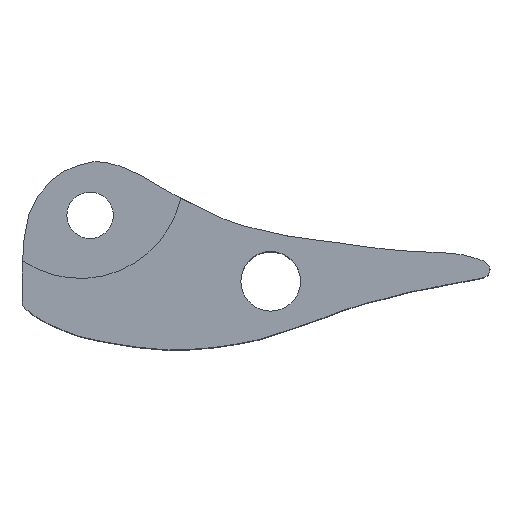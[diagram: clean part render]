
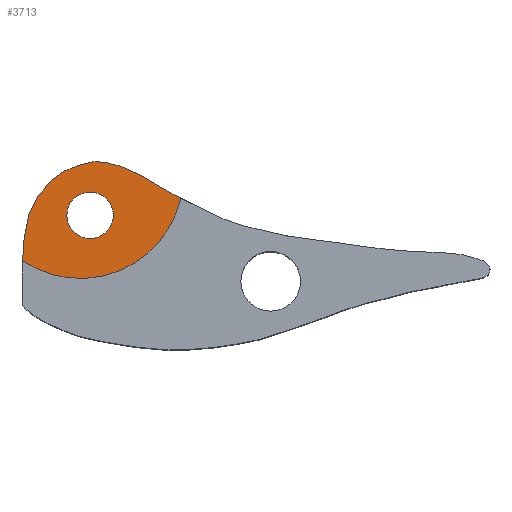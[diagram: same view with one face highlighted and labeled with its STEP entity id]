
A CAD part, top view. The second image highlights one B-rep face of the part: STEP entity #3713.
In plain terms, the highlighted planar face has unit normal (0, 0, 1).
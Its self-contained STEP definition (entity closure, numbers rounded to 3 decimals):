
#2351 = VERTEX_POINT('',#2352);
#2352 = CARTESIAN_POINT('',(58.403,49.421,80.));
#2358 = EDGE_CURVE('',#2351,#2359,#2361,.T.);
#2359 = VERTEX_POINT('',#2360);
#2360 = CARTESIAN_POINT('',(56.071,50.605,80.));
#2361 = LINE('',#2362,#2363);
#2362 = CARTESIAN_POINT('',(48.565,54.414,80.));
#2363 = VECTOR('',#2364,1.);
#2364 = DIRECTION('',(-0.892,0.453,0.
    ));
#2382 = EDGE_CURVE('',#2359,#2383,#2385,.T.);
#2383 = VERTEX_POINT('',#2384);
#2384 = CARTESIAN_POINT('',(46.457,56.156,80.));
#2385 = LINE('',#2386,#2387);
#2386 = CARTESIAN_POINT('',(44.396,57.345,80.));
#2387 = VECTOR('',#2388,1.);
#2388 = DIRECTION('',(-0.866,0.5,0.
    ));
#2406 = EDGE_CURVE('',#2383,#2407,#2409,.T.);
#2407 = VERTEX_POINT('',#2408);
#2408 = CARTESIAN_POINT('',(40.111,59.058,80.));
#2409 = LINE('',#2410,#2411);
#2410 = CARTESIAN_POINT('',(38.884,59.619,80.));
#2411 = VECTOR('',#2412,1.);
#2412 = DIRECTION('',(-0.909,0.416,0.
    ));
#2430 = EDGE_CURVE('',#2407,#2431,#2433,.T.);
#2431 = VERTEX_POINT('',#2432);
#2432 = CARTESIAN_POINT('',(36.392,60.009,80.));
#2433 = LINE('',#2434,#2435);
#2434 = CARTESIAN_POINT('',(34.842,60.405,80.));
#2435 = VECTOR('',#2436,1.);
#2436 = DIRECTION('',(-0.969,0.248,0.)
  );
#2454 = EDGE_CURVE('',#2431,#2455,#2457,.T.);
#2455 = VERTEX_POINT('',#2456);
#2456 = CARTESIAN_POINT('',(32.555,60.47,80.));
#2457 = LINE('',#2458,#2459);
#2458 = CARTESIAN_POINT('',(32.554,60.47,80.));
#2459 = VECTOR('',#2460,1.);
#2460 = DIRECTION('',(-0.993,0.119,0.)
  );
#2478 = EDGE_CURVE('',#2455,#2479,#2481,.T.);
#2479 = VERTEX_POINT('',#2480);
#2480 = CARTESIAN_POINT('',(27.49,59.274,80.));
#2481 = LINE('',#2482,#2483);
#2482 = CARTESIAN_POINT('',(29.984,59.863,80.));
#2483 = VECTOR('',#2484,1.);
#2484 = DIRECTION('',(-0.973,-0.23,0.
    ));
#2502 = EDGE_CURVE('',#2479,#2503,#2505,.T.);
#2503 = VERTEX_POINT('',#2504);
#2504 = CARTESIAN_POINT('',(23.146,57.466,80.));
#2505 = LINE('',#2506,#2507);
#2506 = CARTESIAN_POINT('',(27.215,59.16,80.));
#2507 = VECTOR('',#2508,1.);
#2508 = DIRECTION('',(-0.923,-0.384,0.
    ));
#2526 = EDGE_CURVE('',#2503,#2527,#2529,.T.);
#2527 = VERTEX_POINT('',#2528);
#2528 = CARTESIAN_POINT('',(19.351,54.761,80.));
#2529 = LINE('',#2530,#2531);
#2530 = CARTESIAN_POINT('',(24.494,58.427,80.));
#2531 = VECTOR('',#2532,1.);
#2532 = DIRECTION('',(-0.814,-0.58,
    0.));
#2550 = EDGE_CURVE('',#2527,#2551,#2553,.T.);
#2551 = VERTEX_POINT('',#2552);
#2552 = CARTESIAN_POINT('',(15.328,49.939,80.));
#2553 = LINE('',#2554,#2555);
#2554 = CARTESIAN_POINT('',(21.499,57.335,80.));
#2555 = VECTOR('',#2556,1.);
#2556 = DIRECTION('',(-0.641,-0.768,
    0.));
#2574 = EDGE_CURVE('',#2551,#2575,#2577,.T.);
#2575 = VERTEX_POINT('',#2576);
#2576 = CARTESIAN_POINT('',(12.589,44.398,80.));
#2577 = LINE('',#2578,#2579);
#2578 = CARTESIAN_POINT('',(17.821,54.983,80.));
#2579 = VECTOR('',#2580,1.);
#2580 = DIRECTION('',(-0.443,-0.896,
    0.));
#2598 = EDGE_CURVE('',#2575,#2599,#2601,.T.);
#2599 = VERTEX_POINT('',#2600);
#2600 = CARTESIAN_POINT('',(11.146,36.791,80.));
#2601 = LINE('',#2602,#2603);
#2602 = CARTESIAN_POINT('',(13.937,51.497,80.));
#2603 = VECTOR('',#2604,1.);
#2604 = DIRECTION('',(-0.186,-0.982,
    0.));
#2622 = EDGE_CURVE('',#2599,#2623,#2625,.T.);
#2623 = VERTEX_POINT('',#2624);
#2624 = CARTESIAN_POINT('',(10.72,30.516,80.));
#2625 = LINE('',#2626,#2627);
#2626 = CARTESIAN_POINT('',(11.838,47.003,80.));
#2627 = VECTOR('',#2628,1.);
#2628 = DIRECTION('',(-0.068,-0.998,
    0.));
#2788 = EDGE_CURVE('',#2789,#2789,#2791,.T.);
#2789 = VERTEX_POINT('',#2790);
#2790 = CARTESIAN_POINT('',(38.066,44.235,80.));
#2791 = CIRCLE('',#2792,7.);
#2792 = AXIS2_PLACEMENT_3D('',#2793,#2794,#2795);
#2793 = CARTESIAN_POINT('',(31.066,44.235,80.));
#2794 = DIRECTION('',(0.,0.,1.));
#2795 = DIRECTION('',(1.,0.,-0.));
#3713 = ADVANCED_FACE('',(#3714,#3735),#3738,.T.);
#3714 = FACE_BOUND('',#3715,.T.);
#3715 = EDGE_LOOP('',(#3716,#3717,#3724,#3725,#3726,#3727,#3728,#3729,
    #3730,#3731,#3732,#3733,#3734));
#3716 = ORIENTED_EDGE('',*,*,#2622,.T.);
#3717 = ORIENTED_EDGE('',*,*,#3718,.T.);
#3718 = EDGE_CURVE('',#2623,#2351,#3719,.T.);
#3719 = CIRCLE('',#3720,31.);
#3720 = AXIS2_PLACEMENT_3D('',#3721,#3722,#3723);
#3721 = CARTESIAN_POINT('',(28.144,56.156,80.));
#3722 = DIRECTION('',(0.,0.,1.));
#3723 = DIRECTION('',(1.,0.,0.));
#3724 = ORIENTED_EDGE('',*,*,#2358,.T.);
#3725 = ORIENTED_EDGE('',*,*,#2382,.T.);
#3726 = ORIENTED_EDGE('',*,*,#2406,.T.);
#3727 = ORIENTED_EDGE('',*,*,#2430,.T.);
#3728 = ORIENTED_EDGE('',*,*,#2454,.T.);
#3729 = ORIENTED_EDGE('',*,*,#2478,.T.);
#3730 = ORIENTED_EDGE('',*,*,#2502,.T.);
#3731 = ORIENTED_EDGE('',*,*,#2526,.T.);
#3732 = ORIENTED_EDGE('',*,*,#2550,.T.);
#3733 = ORIENTED_EDGE('',*,*,#2574,.T.);
#3734 = ORIENTED_EDGE('',*,*,#2598,.T.);
#3735 = FACE_BOUND('',#3736,.T.);
#3736 = EDGE_LOOP('',(#3737));
#3737 = ORIENTED_EDGE('',*,*,#2788,.F.);
#3738 = PLANE('',#3739);
#3739 = AXIS2_PLACEMENT_3D('',#3740,#3741,#3742);
#3740 = CARTESIAN_POINT('',(28.144,56.156,80.));
#3741 = DIRECTION('',(0.,0.,1.));
#3742 = DIRECTION('',(1.,0.,0.));
